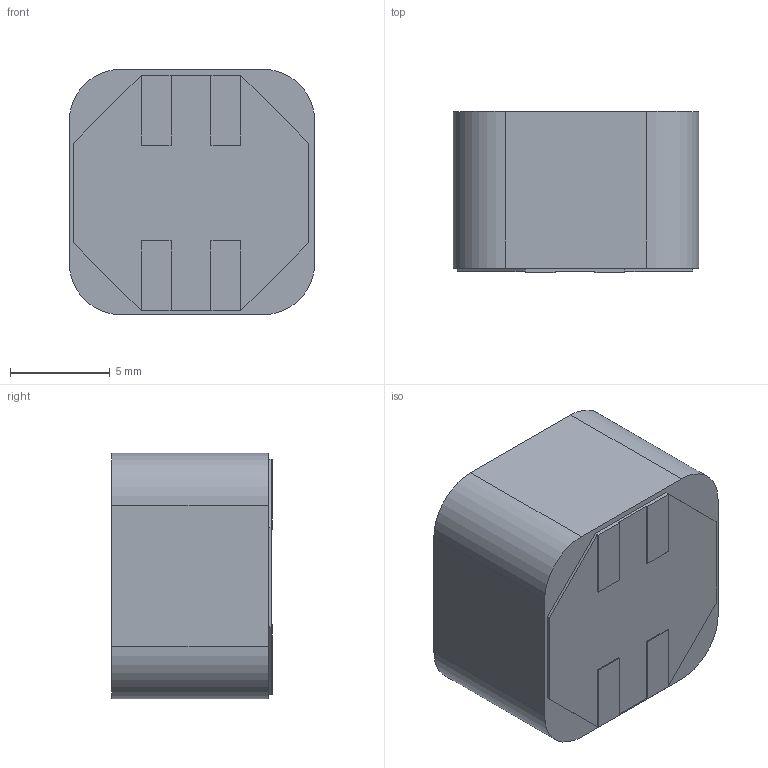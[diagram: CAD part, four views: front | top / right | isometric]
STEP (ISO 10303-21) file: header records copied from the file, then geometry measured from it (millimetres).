
FILE_DESCRIPTION (( 'STEP AP214' ), '1' );
FILE_NAME ('Coilcraft-MSD1278.STEP', '2021-02-02T12:37:21', ( '' ), ( '' ), 'SwSTEP 2.0', 'SolidWorks 2020', '' );
FILE_SCHEMA (( 'AUTOMOTIVE_DESIGN' ));
Length unit declared in the file: millimetre
Products named in the file (1): Coilcraft-MSD1278
Bounding box: 12.3 x 8.05 x 12.3 mm (x, y, z)
Volume: 1159.8 mm3; surface area: 714.8 mm2
Topology: 1 solids, 1 shells, 266 faces, 743 edges, 494 vertices
Faces by surface type: bspline 173, plane 83, cylinder 10
Entity records: 12310 total; most frequent: CARTESIAN_POINT 3745, ORIENTED_EDGE 1486, EDGE_CURVE 743, DIRECTION 605, VERTEX_POINT 494, VECTOR 377, LINE 377, B_SPLINE_CURVE_WITH_KNOTS 346
